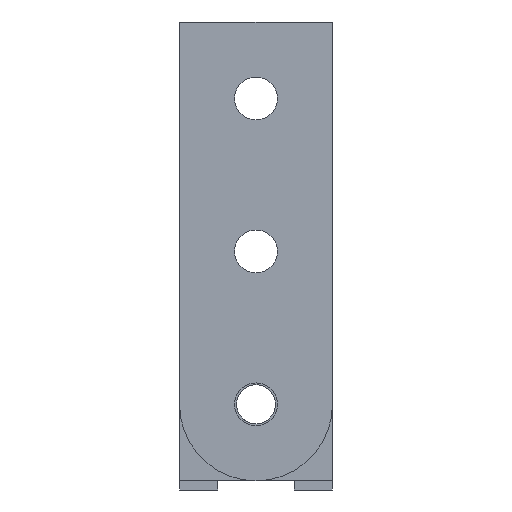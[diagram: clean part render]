
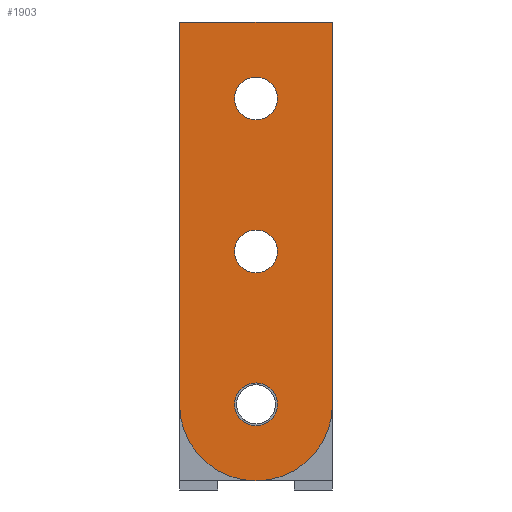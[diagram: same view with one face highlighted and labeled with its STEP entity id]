
A CAD part, left-side view. The second image highlights one B-rep face of the part: STEP entity #1903.
In plain terms, the highlighted planar face has unit normal (-1, 0, 0).
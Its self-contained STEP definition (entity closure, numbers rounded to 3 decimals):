
#1561=CARTESIAN_POINT('',(-0.719,-0.14,1.5));
#1562=VERTEX_POINT('',#1561);
#1571=CARTESIAN_POINT('',(-0.719,0.14,1.5));
#1572=VERTEX_POINT('',#1571);
#1573=CARTESIAN_POINT('',(-0.719,0.,1.5));
#1574=DIRECTION('',(1.0,0.0,0.0));
#1575=DIRECTION('',(0.0,-1.0,0.0));
#1576=AXIS2_PLACEMENT_3D('',#1573,#1574,#1575);
#1577=CIRCLE('',#1576,0.14);
#1578=EDGE_CURVE('',#1572,#1562,#1577,.T.);
#1603=CARTESIAN_POINT('',(-0.719,-0.14,2.5));
#1604=VERTEX_POINT('',#1603);
#1613=CARTESIAN_POINT('',(-0.719,0.14,2.5));
#1614=VERTEX_POINT('',#1613);
#1615=CARTESIAN_POINT('',(-0.719,0.,2.5));
#1616=DIRECTION('',(1.0,0.0,0.0));
#1617=DIRECTION('',(0.0,-1.0,0.0));
#1618=AXIS2_PLACEMENT_3D('',#1615,#1616,#1617);
#1619=CIRCLE('',#1618,0.14);
#1620=EDGE_CURVE('',#1614,#1604,#1619,.T.);
#1645=CARTESIAN_POINT('',(-0.719,-0.14,0.5));
#1646=VERTEX_POINT('',#1645);
#1655=CARTESIAN_POINT('',(-0.719,0.14,0.5));
#1656=VERTEX_POINT('',#1655);
#1657=CARTESIAN_POINT('',(-0.719,0.,0.5));
#1658=DIRECTION('',(1.0,0.0,0.0));
#1659=DIRECTION('',(0.0,-1.0,0.0));
#1660=AXIS2_PLACEMENT_3D('',#1657,#1658,#1659);
#1661=CIRCLE('',#1660,0.14);
#1662=EDGE_CURVE('',#1656,#1646,#1661,.T.);
#1696=CARTESIAN_POINT('',(-0.719,0.,0.5));
#1697=DIRECTION('',(1.0,0.0,0.0));
#1698=DIRECTION('',(0.0,-1.0,0.0));
#1699=AXIS2_PLACEMENT_3D('',#1696,#1697,#1698);
#1700=CIRCLE('',#1699,0.14);
#1701=EDGE_CURVE('',#1646,#1656,#1700,.T.);
#1720=CARTESIAN_POINT('',(-0.719,0.,2.5));
#1721=DIRECTION('',(1.0,0.0,0.0));
#1722=DIRECTION('',(0.0,-1.0,0.0));
#1723=AXIS2_PLACEMENT_3D('',#1720,#1721,#1722);
#1724=CIRCLE('',#1723,0.14);
#1725=EDGE_CURVE('',#1604,#1614,#1724,.T.);
#1744=CARTESIAN_POINT('',(-0.719,0.,1.5));
#1745=DIRECTION('',(1.0,0.0,0.0));
#1746=DIRECTION('',(0.0,-1.0,0.0));
#1747=AXIS2_PLACEMENT_3D('',#1744,#1745,#1746);
#1748=CIRCLE('',#1747,0.14);
#1749=EDGE_CURVE('',#1562,#1572,#1748,.T.);
#1769=CARTESIAN_POINT('',(-0.719,0.5,0.5));
#1770=VERTEX_POINT('',#1769);
#1777=CARTESIAN_POINT('',(-0.719,0.5,3.));
#1778=VERTEX_POINT('',#1777);
#1779=CARTESIAN_POINT('',(-0.719,0.5,0.5));
#1780=DIRECTION('',(0.0,0.0,1.0));
#1781=VECTOR('',#1780,2.5);
#1782=LINE('',#1779,#1781);
#1783=EDGE_CURVE('',#1770,#1778,#1782,.T.);
#1808=CARTESIAN_POINT('',(-0.719,-0.5,0.5));
#1809=VERTEX_POINT('',#1808);
#1816=CARTESIAN_POINT('',(-0.719,0.,0.5));
#1817=DIRECTION('',(1.0,0.,0.));
#1818=DIRECTION('',(0.,-0.707,-0.707));
#1819=AXIS2_PLACEMENT_3D('',#1816,#1817,#1818);
#1820=CIRCLE('',#1819,0.5);
#1821=EDGE_CURVE('',#1809,#1770,#1820,.T.);
#1840=CARTESIAN_POINT('',(-0.719,-0.5,3.));
#1841=VERTEX_POINT('',#1840);
#1848=CARTESIAN_POINT('',(-0.719,-0.5,3.));
#1849=DIRECTION('',(0.0,0.0,-1.0));
#1850=VECTOR('',#1849,2.5);
#1851=LINE('',#1848,#1850);
#1852=EDGE_CURVE('',#1841,#1809,#1851,.T.);
#1870=CARTESIAN_POINT('',(-0.719,0.5,3.));
#1871=DIRECTION('',(0.0,-1.0,0.0));
#1872=VECTOR('',#1871,1.0);
#1873=LINE('',#1870,#1872);
#1874=EDGE_CURVE('',#1778,#1841,#1873,.T.);
#1880=CARTESIAN_POINT('',(-0.719,0.,1.042));
#1881=DIRECTION('',(-1.0,0.0,0.0));
#1882=DIRECTION('',(0.0,1.0,0.0));
#1883=AXIS2_PLACEMENT_3D('',#1880,#1881,#1882);
#1884=PLANE('',#1883);
#1885=ORIENTED_EDGE('',*,*,#1874,.F.);
#1886=ORIENTED_EDGE('',*,*,#1783,.F.);
#1887=ORIENTED_EDGE('',*,*,#1821,.F.);
#1888=ORIENTED_EDGE('',*,*,#1852,.F.);
#1889=EDGE_LOOP('',(#1885,#1886,#1887,#1888));
#1890=FACE_OUTER_BOUND('',#1889,.T.);
#1891=ORIENTED_EDGE('',*,*,#1701,.T.);
#1892=ORIENTED_EDGE('',*,*,#1662,.T.);
#1893=EDGE_LOOP('',(#1891,#1892));
#1894=FACE_BOUND('',#1893,.T.);
#1895=ORIENTED_EDGE('',*,*,#1725,.T.);
#1896=ORIENTED_EDGE('',*,*,#1620,.T.);
#1897=EDGE_LOOP('',(#1895,#1896));
#1898=FACE_BOUND('',#1897,.T.);
#1899=ORIENTED_EDGE('',*,*,#1749,.T.);
#1900=ORIENTED_EDGE('',*,*,#1578,.T.);
#1901=EDGE_LOOP('',(#1899,#1900));
#1902=FACE_BOUND('',#1901,.T.);
#1903=ADVANCED_FACE('',(#1890,#1894,#1898,#1902),#1884,.T.);
